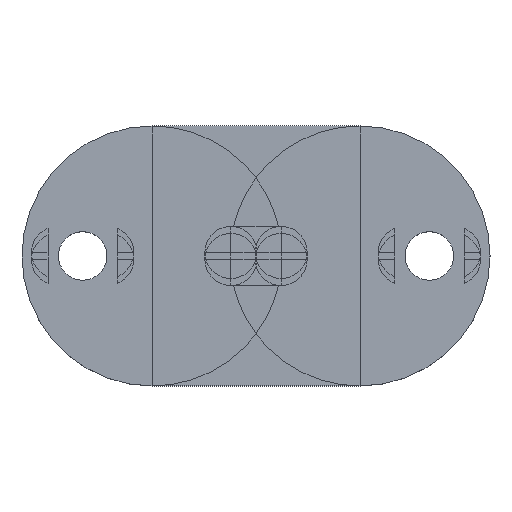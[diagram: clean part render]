
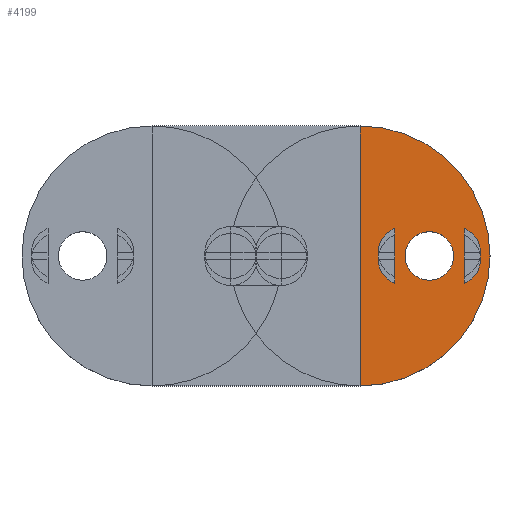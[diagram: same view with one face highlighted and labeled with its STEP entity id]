
A CAD part, top view. The second image highlights one B-rep face of the part: STEP entity #4199.
In plain terms, the highlighted planar face has unit normal (0, 0, 1).
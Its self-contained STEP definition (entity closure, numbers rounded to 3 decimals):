
#2321 = VERTEX_POINT('',#2322);
#2322 = CARTESIAN_POINT('',(12.,15.,80.));
#3782 = VERTEX_POINT('',#3783);
#3783 = CARTESIAN_POINT('',(27.,0.,80.));
#3789 = EDGE_CURVE('',#3782,#2321,#3790,.T.);
#3790 = CIRCLE('',#3791,15.);
#3791 = AXIS2_PLACEMENT_3D('',#3792,#3793,#3794);
#3792 = CARTESIAN_POINT('',(12.,0.,80.));
#3793 = DIRECTION('',(0.,0.,1.));
#3794 = DIRECTION('',(1.,0.,0.));
#3858 = VERTEX_POINT('',#3859);
#3859 = CARTESIAN_POINT('',(12.,-15.,80.));
#4126 = EDGE_CURVE('',#3858,#3782,#4127,.T.);
#4127 = CIRCLE('',#4128,15.);
#4128 = AXIS2_PLACEMENT_3D('',#4129,#4130,#4131);
#4129 = CARTESIAN_POINT('',(12.,0.,80.));
#4130 = DIRECTION('',(0.,0.,1.));
#4131 = DIRECTION('',(1.,0.,0.));
#4142 = VERTEX_POINT('',#4143);
#4143 = CARTESIAN_POINT('',(22.8,0.,80.));
#4149 = EDGE_CURVE('',#4142,#4142,#4150,.T.);
#4150 = CIRCLE('',#4151,2.8);
#4151 = AXIS2_PLACEMENT_3D('',#4152,#4153,#4154);
#4152 = CARTESIAN_POINT('',(20.,0.,80.));
#4153 = DIRECTION('',(0.,0.,1.));
#4154 = DIRECTION('',(1.,0.,0.));
#4199 = ADVANCED_FACE('',(#4200,#4210,#4213,#4281),#4349,.T.);
#4200 = FACE_BOUND('',#4201,.T.);
#4201 = EDGE_LOOP('',(#4202,#4203,#4204));
#4202 = ORIENTED_EDGE('',*,*,#4126,.T.);
#4203 = ORIENTED_EDGE('',*,*,#3789,.T.);
#4204 = ORIENTED_EDGE('',*,*,#4205,.F.);
#4205 = EDGE_CURVE('',#3858,#2321,#4206,.T.);
#4206 = LINE('',#4207,#4208);
#4207 = CARTESIAN_POINT('',(12.,-15.,80.));
#4208 = VECTOR('',#4209,1.);
#4209 = DIRECTION('',(0.,1.,0.));
#4210 = FACE_BOUND('',#4211,.T.);
#4211 = EDGE_LOOP('',(#4212));
#4212 = ORIENTED_EDGE('',*,*,#4149,.F.);
#4213 = FACE_BOUND('',#4214,.T.);
#4214 = EDGE_LOOP('',(#4215,#4226,#4234,#4242,#4250,#4258,#4266,#4275));
#4215 = ORIENTED_EDGE('',*,*,#4216,.F.);
#4216 = EDGE_CURVE('',#4217,#4219,#4221,.T.);
#4217 = VERTEX_POINT('',#4218);
#4218 = CARTESIAN_POINT('',(16.,3.191,80.));
#4219 = VERTEX_POINT('',#4220);
#4220 = CARTESIAN_POINT('',(14.1,0.4,80.));
#4221 = CIRCLE('',#4222,3.);
#4222 = AXIS2_PLACEMENT_3D('',#4223,#4224,#4225);
#4223 = CARTESIAN_POINT('',(17.1,0.4,80.));
#4224 = DIRECTION('',(0.,0.,1.));
#4225 = DIRECTION('',(1.,0.,0.));
#4226 = ORIENTED_EDGE('',*,*,#4227,.F.);
#4227 = EDGE_CURVE('',#4228,#4217,#4230,.T.);
#4228 = VERTEX_POINT('',#4229);
#4229 = CARTESIAN_POINT('',(16.,2.391,80.));
#4230 = LINE('',#4231,#4232);
#4231 = CARTESIAN_POINT('',(16.,-4.,80.));
#4232 = VECTOR('',#4233,1.);
#4233 = DIRECTION('',(0.,1.,0.));
#4234 = ORIENTED_EDGE('',*,*,#4235,.F.);
#4235 = EDGE_CURVE('',#4236,#4228,#4238,.T.);
#4236 = VERTEX_POINT('',#4237);
#4237 = CARTESIAN_POINT('',(16.,0.4,80.));
#4238 = LINE('',#4239,#4240);
#4239 = CARTESIAN_POINT('',(16.,-4.,80.));
#4240 = VECTOR('',#4241,1.);
#4241 = DIRECTION('',(0.,1.,0.));
#4242 = ORIENTED_EDGE('',*,*,#4243,.F.);
#4243 = EDGE_CURVE('',#4244,#4236,#4246,.T.);
#4244 = VERTEX_POINT('',#4245);
#4245 = CARTESIAN_POINT('',(16.,-0.4,80.));
#4246 = LINE('',#4247,#4248);
#4247 = CARTESIAN_POINT('',(16.,-4.,80.));
#4248 = VECTOR('',#4249,1.);
#4249 = DIRECTION('',(0.,1.,0.));
#4250 = ORIENTED_EDGE('',*,*,#4251,.F.);
#4251 = EDGE_CURVE('',#4252,#4244,#4254,.T.);
#4252 = VERTEX_POINT('',#4253);
#4253 = CARTESIAN_POINT('',(16.,-2.391,80.));
#4254 = LINE('',#4255,#4256);
#4255 = CARTESIAN_POINT('',(16.,-4.,80.));
#4256 = VECTOR('',#4257,1.);
#4257 = DIRECTION('',(0.,1.,0.));
#4258 = ORIENTED_EDGE('',*,*,#4259,.F.);
#4259 = EDGE_CURVE('',#4260,#4252,#4262,.T.);
#4260 = VERTEX_POINT('',#4261);
#4261 = CARTESIAN_POINT('',(16.,-3.191,80.));
#4262 = LINE('',#4263,#4264);
#4263 = CARTESIAN_POINT('',(16.,-4.,80.));
#4264 = VECTOR('',#4265,1.);
#4265 = DIRECTION('',(0.,1.,0.));
#4266 = ORIENTED_EDGE('',*,*,#4267,.F.);
#4267 = EDGE_CURVE('',#4268,#4260,#4270,.T.);
#4268 = VERTEX_POINT('',#4269);
#4269 = CARTESIAN_POINT('',(14.1,-0.4,80.));
#4270 = CIRCLE('',#4271,3.);
#4271 = AXIS2_PLACEMENT_3D('',#4272,#4273,#4274);
#4272 = CARTESIAN_POINT('',(17.1,-0.4,80.));
#4273 = DIRECTION('',(0.,0.,1.));
#4274 = DIRECTION('',(1.,0.,0.));
#4275 = ORIENTED_EDGE('',*,*,#4276,.T.);
#4276 = EDGE_CURVE('',#4268,#4219,#4277,.T.);
#4277 = LINE('',#4278,#4279);
#4278 = CARTESIAN_POINT('',(14.1,-0.4,80.));
#4279 = VECTOR('',#4280,1.);
#4280 = DIRECTION('',(0.,1.,0.));
#4281 = FACE_BOUND('',#4282,.T.);
#4282 = EDGE_LOOP('',(#4283,#4294,#4302,#4311,#4319,#4327,#4335,#4343));
#4283 = ORIENTED_EDGE('',*,*,#4284,.F.);
#4284 = EDGE_CURVE('',#4285,#4287,#4289,.T.);
#4285 = VERTEX_POINT('',#4286);
#4286 = CARTESIAN_POINT('',(25.9,0.4,80.));
#4287 = VERTEX_POINT('',#4288);
#4288 = CARTESIAN_POINT('',(24.,3.191,80.));
#4289 = CIRCLE('',#4290,3.);
#4290 = AXIS2_PLACEMENT_3D('',#4291,#4292,#4293);
#4291 = CARTESIAN_POINT('',(22.9,0.4,80.));
#4292 = DIRECTION('',(0.,0.,1.));
#4293 = DIRECTION('',(1.,0.,0.));
#4294 = ORIENTED_EDGE('',*,*,#4295,.F.);
#4295 = EDGE_CURVE('',#4296,#4285,#4298,.T.);
#4296 = VERTEX_POINT('',#4297);
#4297 = CARTESIAN_POINT('',(25.9,-0.4,80.));
#4298 = LINE('',#4299,#4300);
#4299 = CARTESIAN_POINT('',(25.9,-0.4,80.));
#4300 = VECTOR('',#4301,1.);
#4301 = DIRECTION('',(0.,1.,0.));
#4302 = ORIENTED_EDGE('',*,*,#4303,.F.);
#4303 = EDGE_CURVE('',#4304,#4296,#4306,.T.);
#4304 = VERTEX_POINT('',#4305);
#4305 = CARTESIAN_POINT('',(24.,-3.191,80.));
#4306 = CIRCLE('',#4307,3.);
#4307 = AXIS2_PLACEMENT_3D('',#4308,#4309,#4310);
#4308 = CARTESIAN_POINT('',(22.9,-0.4,80.));
#4309 = DIRECTION('',(0.,0.,1.));
#4310 = DIRECTION('',(1.,0.,0.));
#4311 = ORIENTED_EDGE('',*,*,#4312,.T.);
#4312 = EDGE_CURVE('',#4304,#4313,#4315,.T.);
#4313 = VERTEX_POINT('',#4314);
#4314 = CARTESIAN_POINT('',(24.,-2.391,80.));
#4315 = LINE('',#4316,#4317);
#4316 = CARTESIAN_POINT('',(24.,-4.,80.));
#4317 = VECTOR('',#4318,1.);
#4318 = DIRECTION('',(0.,1.,0.));
#4319 = ORIENTED_EDGE('',*,*,#4320,.T.);
#4320 = EDGE_CURVE('',#4313,#4321,#4323,.T.);
#4321 = VERTEX_POINT('',#4322);
#4322 = CARTESIAN_POINT('',(24.,-0.4,80.));
#4323 = LINE('',#4324,#4325);
#4324 = CARTESIAN_POINT('',(24.,-4.,80.));
#4325 = VECTOR('',#4326,1.);
#4326 = DIRECTION('',(0.,1.,0.));
#4327 = ORIENTED_EDGE('',*,*,#4328,.T.);
#4328 = EDGE_CURVE('',#4321,#4329,#4331,.T.);
#4329 = VERTEX_POINT('',#4330);
#4330 = CARTESIAN_POINT('',(24.,0.4,80.));
#4331 = LINE('',#4332,#4333);
#4332 = CARTESIAN_POINT('',(24.,-4.,80.));
#4333 = VECTOR('',#4334,1.);
#4334 = DIRECTION('',(0.,1.,0.));
#4335 = ORIENTED_EDGE('',*,*,#4336,.T.);
#4336 = EDGE_CURVE('',#4329,#4337,#4339,.T.);
#4337 = VERTEX_POINT('',#4338);
#4338 = CARTESIAN_POINT('',(24.,2.391,80.));
#4339 = LINE('',#4340,#4341);
#4340 = CARTESIAN_POINT('',(24.,-4.,80.));
#4341 = VECTOR('',#4342,1.);
#4342 = DIRECTION('',(0.,1.,0.));
#4343 = ORIENTED_EDGE('',*,*,#4344,.T.);
#4344 = EDGE_CURVE('',#4337,#4287,#4345,.T.);
#4345 = LINE('',#4346,#4347);
#4346 = CARTESIAN_POINT('',(24.,-4.,80.));
#4347 = VECTOR('',#4348,1.);
#4348 = DIRECTION('',(0.,1.,0.));
#4349 = PLANE('',#4350);
#4350 = AXIS2_PLACEMENT_3D('',#4351,#4352,#4353);
#4351 = CARTESIAN_POINT('',(12.,0.,80.));
#4352 = DIRECTION('',(0.,0.,1.));
#4353 = DIRECTION('',(1.,0.,0.));
